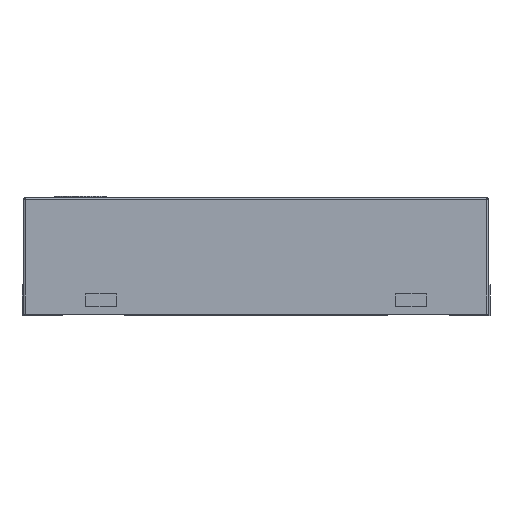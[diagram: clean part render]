
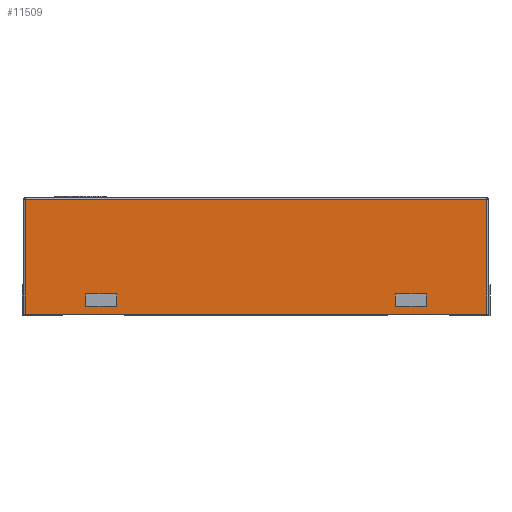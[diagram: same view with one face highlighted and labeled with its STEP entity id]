
A CAD part, left-side view. The second image highlights one B-rep face of the part: STEP entity #11509.
In plain terms, the highlighted planar face has unit normal (-1, 0, 0).
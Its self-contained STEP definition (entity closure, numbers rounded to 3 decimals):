
#216 = EDGE_LOOP ( 'NONE', ( #11776, #4401, #13195, #13434 ) ) ;
#225 = DIRECTION ( 'NONE',  ( 0., 0., 1. ) ) ;
#786 = CARTESIAN_POINT ( 'NONE',  ( -1.5, -1.49, 0. ) ) ;
#835 = EDGE_CURVE ( 'NONE', #1390, #5455, #4265, .T. ) ;
#954 = DIRECTION ( 'NONE',  ( 0., 0., -1. ) ) ;
#1051 = CARTESIAN_POINT ( 'NONE',  ( -1.5, 1.1, 0.05 ) ) ;
#1099 = FACE_BOUND ( 'NONE', #16624, .T. ) ;
#1344 = CARTESIAN_POINT ( 'NONE',  ( -1.5, 0.9, 0.13 ) ) ;
#1390 = VERTEX_POINT ( 'NONE', #1344 ) ;
#2024 = VERTEX_POINT ( 'NONE', #17070 ) ;
#2238 = ORIENTED_EDGE ( 'NONE', *, *, #17048, .F. ) ;
#2919 = DIRECTION ( 'NONE',  ( 0., 1., 0. ) ) ;
#2940 = EDGE_CURVE ( 'NONE', #5446, #13363, #4022, .T. ) ;
#3085 = LINE ( 'NONE', #18738, #14693 ) ;
#3346 = VERTEX_POINT ( 'NONE', #16149 ) ;
#3821 = EDGE_CURVE ( 'NONE', #2024, #18992, #16593, .T. ) ;
#3876 = VERTEX_POINT ( 'NONE', #8870 ) ;
#4022 = LINE ( 'NONE', #19696, #12696 ) ;
#4265 = LINE ( 'NONE', #12340, #13947 ) ;
#4401 = ORIENTED_EDGE ( 'NONE', *, *, #5124, .F. ) ;
#4723 = CARTESIAN_POINT ( 'NONE',  ( -1.5, 1.1, 0.05 ) ) ;
#5124 = EDGE_CURVE ( 'NONE', #3346, #20239, #16333, .T. ) ;
#5252 = EDGE_CURVE ( 'NONE', #3876, #12945, #9412, .T. ) ;
#5410 = CARTESIAN_POINT ( 'NONE',  ( -1.5, -0.9, 0.05 ) ) ;
#5446 = VERTEX_POINT ( 'NONE', #16802 ) ;
#5455 = VERTEX_POINT ( 'NONE', #19728 ) ;
#5727 = ORIENTED_EDGE ( 'NONE', *, *, #8148, .T. ) ;
#5948 = EDGE_CURVE ( 'NONE', #13363, #3346, #15306, .T. ) ;
#6455 = DIRECTION ( 'NONE',  ( 0., -1., 0. ) ) ;
#6530 = CARTESIAN_POINT ( 'NONE',  ( -1.5, 1.5, 0. ) ) ;
#7188 = DIRECTION ( 'NONE',  ( 0., 0., -1. ) ) ;
#7239 = ORIENTED_EDGE ( 'NONE', *, *, #835, .F. ) ;
#7253 = DIRECTION ( 'NONE',  ( 1., 0., 0. ) ) ;
#7695 = VECTOR ( 'NONE', #12799, 1000. ) ;
#7941 = VECTOR ( 'NONE', #7188, 1000. ) ;
#8148 = EDGE_CURVE ( 'NONE', #12945, #2024, #12185, .T. ) ;
#8752 = DIRECTION ( 'NONE',  ( 0., -1., 0. ) ) ;
#8870 = CARTESIAN_POINT ( 'NONE',  ( -1.5, -1.49, 0.74 ) ) ;
#8902 = FACE_OUTER_BOUND ( 'NONE', #12568, .T. ) ;
#9107 = VECTOR ( 'NONE', #8752, 1000. ) ;
#9270 = ORIENTED_EDGE ( 'NONE', *, *, #14956, .F. ) ;
#9412 = LINE ( 'NONE', #20362, #7695 ) ;
#9929 = LINE ( 'NONE', #12746, #17065 ) ;
#10280 = ORIENTED_EDGE ( 'NONE', *, *, #17973, .T. ) ;
#10689 = VECTOR ( 'NONE', #954, 1000. ) ;
#11509 = ADVANCED_FACE ( 'NONE', ( #1099, #8902, #14878 ), #13426, .F. ) ;
#11640 = CARTESIAN_POINT ( 'NONE',  ( -1.5, 1.5, 0.75 ) ) ;
#11688 = DIRECTION ( 'NONE',  ( 0., 0., 1. ) ) ;
#11776 = ORIENTED_EDGE ( 'NONE', *, *, #13822, .F. ) ;
#11964 = VERTEX_POINT ( 'NONE', #4723 ) ;
#12105 = CARTESIAN_POINT ( 'NONE',  ( -1.5, -1.49, 0.75 ) ) ;
#12171 = CARTESIAN_POINT ( 'NONE',  ( -1.5, -1.1, 0.13 ) ) ;
#12185 = LINE ( 'NONE', #18215, #7941 ) ;
#12340 = CARTESIAN_POINT ( 'NONE',  ( -1.5, 1.1, 0.13 ) ) ;
#12568 = EDGE_LOOP ( 'NONE', ( #12778, #10280, #17362, #5727 ) ) ;
#12616 = VECTOR ( 'NONE', #14896, 1000. ) ;
#12696 = VECTOR ( 'NONE', #16385, 1000. ) ;
#12746 = CARTESIAN_POINT ( 'NONE',  ( -1.5, 0.9, 0.05 ) ) ;
#12778 = ORIENTED_EDGE ( 'NONE', *, *, #3821, .T. ) ;
#12799 = DIRECTION ( 'NONE',  ( 0., 1., 0. ) ) ;
#12945 = VERTEX_POINT ( 'NONE', #16782 ) ;
#12966 = VECTOR ( 'NONE', #14431, 1000. ) ;
#13195 = ORIENTED_EDGE ( 'NONE', *, *, #5948, .F. ) ;
#13235 = LINE ( 'NONE', #12105, #17634 ) ;
#13363 = VERTEX_POINT ( 'NONE', #16121 ) ;
#13426 = PLANE ( 'NONE',  #14211 ) ;
#13434 = ORIENTED_EDGE ( 'NONE', *, *, #2940, .F. ) ;
#13624 = DIRECTION ( 'NONE',  ( 0., 1., 0. ) ) ;
#13753 = VECTOR ( 'NONE', #13624, 1000. ) ;
#13822 = EDGE_CURVE ( 'NONE', #20239, #5446, #16156, .T. ) ;
#13947 = VECTOR ( 'NONE', #2919, 1000. ) ;
#14001 = CARTESIAN_POINT ( 'NONE',  ( -1.5, -0.9, 0.05 ) ) ;
#14211 = AXIS2_PLACEMENT_3D ( 'NONE', #11640, #7253, #16527 ) ;
#14431 = DIRECTION ( 'NONE',  ( 0., -1., 0. ) ) ;
#14645 = VERTEX_POINT ( 'NONE', #17715 ) ;
#14693 = VECTOR ( 'NONE', #6455, 1000. ) ;
#14820 = CARTESIAN_POINT ( 'NONE',  ( -1.5, -1.1, 0.05 ) ) ;
#14878 = FACE_BOUND ( 'NONE', #216, .T. ) ;
#14896 = DIRECTION ( 'NONE',  ( 0., 0., -1. ) ) ;
#14923 = LINE ( 'NONE', #1051, #10689 ) ;
#14956 = EDGE_CURVE ( 'NONE', #11964, #14645, #3085, .T. ) ;
#15306 = LINE ( 'NONE', #12171, #13753 ) ;
#15951 = ORIENTED_EDGE ( 'NONE', *, *, #18048, .F. ) ;
#16121 = CARTESIAN_POINT ( 'NONE',  ( -1.5, -1.1, 0.13 ) ) ;
#16149 = CARTESIAN_POINT ( 'NONE',  ( -1.5, -0.9, 0.13 ) ) ;
#16156 = LINE ( 'NONE', #14820, #12966 ) ;
#16333 = LINE ( 'NONE', #5410, #12616 ) ;
#16385 = DIRECTION ( 'NONE',  ( 0., 0., 1. ) ) ;
#16527 = DIRECTION ( 'NONE',  ( 0., 1., 0. ) ) ;
#16593 = LINE ( 'NONE', #6530, #9107 ) ;
#16624 = EDGE_LOOP ( 'NONE', ( #7239, #2238, #9270, #15951 ) ) ;
#16782 = CARTESIAN_POINT ( 'NONE',  ( -1.5, 1.49, 0.74 ) ) ;
#16802 = CARTESIAN_POINT ( 'NONE',  ( -1.5, -1.1, 0.05 ) ) ;
#17048 = EDGE_CURVE ( 'NONE', #14645, #1390, #9929, .T. ) ;
#17065 = VECTOR ( 'NONE', #225, 1000. ) ;
#17070 = CARTESIAN_POINT ( 'NONE',  ( -1.5, 1.49, 0. ) ) ;
#17362 = ORIENTED_EDGE ( 'NONE', *, *, #5252, .T. ) ;
#17634 = VECTOR ( 'NONE', #11688, 1000. ) ;
#17715 = CARTESIAN_POINT ( 'NONE',  ( -1.5, 0.9, 0.05 ) ) ;
#17973 = EDGE_CURVE ( 'NONE', #18992, #3876, #13235, .T. ) ;
#18048 = EDGE_CURVE ( 'NONE', #5455, #11964, #14923, .T. ) ;
#18215 = CARTESIAN_POINT ( 'NONE',  ( -1.5, 1.49, 0.75 ) ) ;
#18738 = CARTESIAN_POINT ( 'NONE',  ( -1.5, 1.1, 0.05 ) ) ;
#18992 = VERTEX_POINT ( 'NONE', #786 ) ;
#19696 = CARTESIAN_POINT ( 'NONE',  ( -1.5, -1.1, 0.05 ) ) ;
#19728 = CARTESIAN_POINT ( 'NONE',  ( -1.5, 1.1, 0.13 ) ) ;
#20239 = VERTEX_POINT ( 'NONE', #14001 ) ;
#20362 = CARTESIAN_POINT ( 'NONE',  ( -1.5, 1.5, 0.74 ) ) ;
